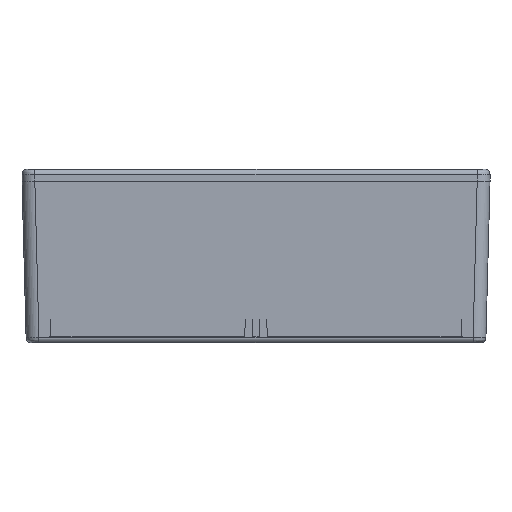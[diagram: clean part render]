
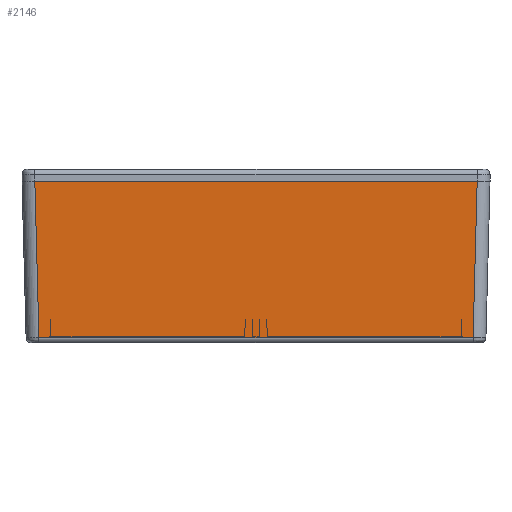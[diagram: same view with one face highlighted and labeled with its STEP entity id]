
A CAD part, left-side view. The second image highlights one B-rep face of the part: STEP entity #2146.
In plain terms, the highlighted planar face has unit normal (-1, 0, -0.026).
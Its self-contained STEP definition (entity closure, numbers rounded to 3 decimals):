
#1438 = PLANE ( 'NONE',  #19482 ) ;
#1983 = EDGE_CURVE ( 'NONE', #15540, #14268, #15169, .T. ) ;
#2009 = CARTESIAN_POINT ( 'NONE',  ( -137.503, -82.705, 0.125 ) ) ;
#2086 = VERTEX_POINT ( 'NONE', #17060 ) ;
#2146 = ADVANCED_FACE ( 'NONE', ( #19613 ), #1438, .T. ) ;
#3033 = DIRECTION ( 'NONE',  ( -1., 0., -0.026 ) ) ;
#5090 = DIRECTION ( 'NONE',  ( 0.026, -0.026, -0.999 ) ) ;
#5258 = DIRECTION ( 'NONE',  ( 0., 1., 0. ) ) ;
#5348 = VECTOR ( 'NONE', #14634, 1000. ) ;
#5818 = ORIENTED_EDGE ( 'NONE', *, *, #20291, .T. ) ;
#5824 = LINE ( 'NONE', #2009, #5348 ) ;
#5937 = VERTEX_POINT ( 'NONE', #20203 ) ;
#6238 = VECTOR ( 'NONE', #12074, 1000. ) ;
#7125 = EDGE_CURVE ( 'NONE', #14268, #5937, #10447, .T. ) ;
#8317 = LINE ( 'NONE', #14753, #16697 ) ;
#9191 = ORIENTED_EDGE ( 'NONE', *, *, #1983, .T. ) ;
#10447 = LINE ( 'NONE', #19971, #6238 ) ;
#10985 = VECTOR ( 'NONE', #5090, 1000. ) ;
#11063 = CARTESIAN_POINT ( 'NONE',  ( -135.967, 81.168, -58.552 ) ) ;
#12074 = DIRECTION ( 'NONE',  ( 0., -1., 0. ) ) ;
#13039 = CARTESIAN_POINT ( 'NONE',  ( -137.383, 82.585, -4.451 ) ) ;
#14059 = DIRECTION ( 'NONE',  ( -0.026, 0., 1. ) ) ;
#14268 = VERTEX_POINT ( 'NONE', #11063 ) ;
#14634 = DIRECTION ( 'NONE',  ( -0.026, -0.026, 0.999 ) ) ;
#14753 = CARTESIAN_POINT ( 'NONE',  ( -137.5, -87.5, 0. ) ) ;
#15169 = LINE ( 'NONE', #13039, #10985 ) ;
#15487 = ORIENTED_EDGE ( 'NONE', *, *, #15917, .T. ) ;
#15540 = VERTEX_POINT ( 'NONE', #19468 ) ;
#15917 = EDGE_CURVE ( 'NONE', #5937, #2086, #5824, .T. ) ;
#16697 = VECTOR ( 'NONE', #5258, 1000. ) ;
#17042 = ORIENTED_EDGE ( 'NONE', *, *, #7125, .T. ) ;
#17060 = CARTESIAN_POINT ( 'NONE',  ( -137.5, -82.702, 0. ) ) ;
#18413 = EDGE_LOOP ( 'NONE', ( #9191, #17042, #15487, #5818 ) ) ;
#19468 = CARTESIAN_POINT ( 'NONE',  ( -137.5, 82.702, 0. ) ) ;
#19482 = AXIS2_PLACEMENT_3D ( 'NONE', #20326, #3033, #14059 ) ;
#19613 = FACE_OUTER_BOUND ( 'NONE', #18413, .T. ) ;
#19971 = CARTESIAN_POINT ( 'NONE',  ( -135.967, -81.117, -58.552 ) ) ;
#20203 = CARTESIAN_POINT ( 'NONE',  ( -135.967, -81.168, -58.552 ) ) ;
#20291 = EDGE_CURVE ( 'NONE', #2086, #15540, #8317, .T. ) ;
#20326 = CARTESIAN_POINT ( 'NONE',  ( -137.5, -87.5, 0. ) ) ;
